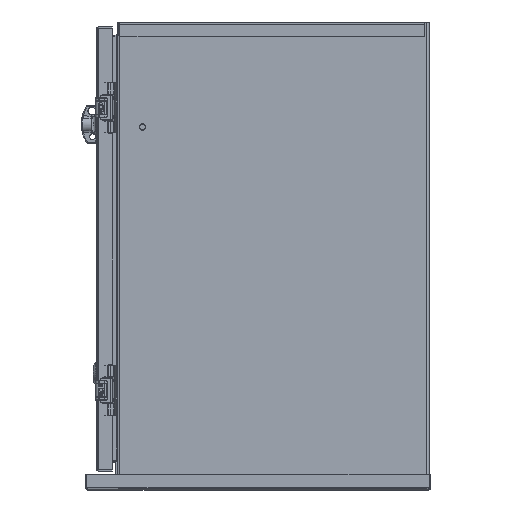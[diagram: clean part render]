
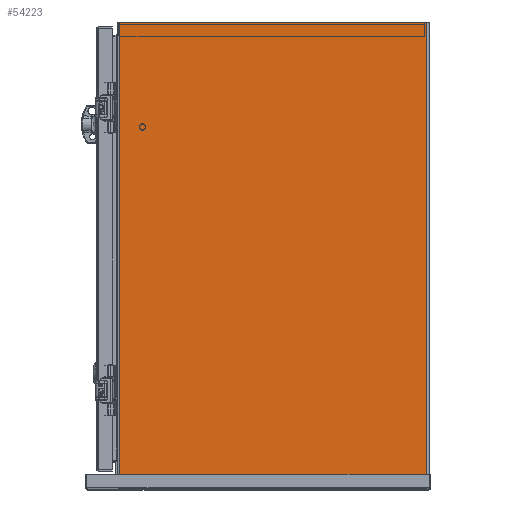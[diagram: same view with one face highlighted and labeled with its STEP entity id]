
A CAD part, left-side view. The second image highlights one B-rep face of the part: STEP entity #54223.
In plain terms, the highlighted planar face has unit normal (-1, 0, 0).
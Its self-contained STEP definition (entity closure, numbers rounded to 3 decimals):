
#9005 = EDGE_CURVE ( 'NONE', #39735, #64418, #56407, .T. ) ;
#9047 = PLANE ( 'NONE',  #18119 ) ;
#9282 = CARTESIAN_POINT ( 'NONE',  ( -12., 0.127, 0. ) ) ;
#10955 = EDGE_CURVE ( 'NONE', #87394, #64418, #82719, .T. ) ;
#12687 = CARTESIAN_POINT ( 'NONE',  ( -12., 0.127, 0. ) ) ;
#13596 = CARTESIAN_POINT ( 'NONE',  ( -12., 15.888, -23.94 ) ) ;
#14863 = DIRECTION ( 'NONE',  ( 0., 1., 0. ) ) ;
#18046 = EDGE_CURVE ( 'NONE', #87394, #95611, #44728, .T. ) ;
#18119 = AXIS2_PLACEMENT_3D ( 'NONE', #39407, #76621, #70241 ) ;
#20386 = LINE ( 'NONE', #51728, #31044 ) ;
#27089 = CARTESIAN_POINT ( 'NONE',  ( -12., 15.888, 0. ) ) ;
#29675 = DIRECTION ( 'NONE',  ( 0., 0., -1. ) ) ;
#31044 = VECTOR ( 'NONE', #29675, 39.37 ) ;
#32237 = ORIENTED_EDGE ( 'NONE', *, *, #9005, .T. ) ;
#32372 = ORIENTED_EDGE ( 'NONE', *, *, #18046, .T. ) ;
#36338 = VECTOR ( 'NONE', #38188, 39.37 ) ;
#38188 = DIRECTION ( 'NONE',  ( 0., 0., -1. ) ) ;
#38766 = ORIENTED_EDGE ( 'NONE', *, *, #49161, .T. ) ;
#39407 = CARTESIAN_POINT ( 'NONE',  ( -12., 15.888, 0. ) ) ;
#39735 = VERTEX_POINT ( 'NONE', #13596 ) ;
#41713 = DIRECTION ( 'NONE',  ( 0., -1., 0. ) ) ;
#44728 = LINE ( 'NONE', #58931, #73489 ) ;
#46673 = EDGE_LOOP ( 'NONE', ( #46844, #32372, #38766, #32237 ) ) ;
#46844 = ORIENTED_EDGE ( 'NONE', *, *, #10955, .F. ) ;
#49161 = EDGE_CURVE ( 'NONE', #95611, #39735, #20386, .T. ) ;
#51728 = CARTESIAN_POINT ( 'NONE',  ( -12., 15.888, 0. ) ) ;
#52159 = FACE_OUTER_BOUND ( 'NONE', #46673, .T. ) ;
#54223 = ADVANCED_FACE ( 'NONE', ( #52159 ), #9047, .T. ) ;
#56407 = LINE ( 'NONE', #65179, #74140 ) ;
#58931 = CARTESIAN_POINT ( 'NONE',  ( -12., 15.888, 0. ) ) ;
#64418 = VERTEX_POINT ( 'NONE', #83845 ) ;
#65179 = CARTESIAN_POINT ( 'NONE',  ( -12., 15.888, -23.94 ) ) ;
#70241 = DIRECTION ( 'NONE',  ( 0., 0., 1. ) ) ;
#73489 = VECTOR ( 'NONE', #14863, 39.37 ) ;
#74140 = VECTOR ( 'NONE', #41713, 39.37 ) ;
#76621 = DIRECTION ( 'NONE',  ( -1., 0., 0. ) ) ;
#82719 = LINE ( 'NONE', #9282, #36338 ) ;
#83845 = CARTESIAN_POINT ( 'NONE',  ( -12., 0.127, -23.94 ) ) ;
#87394 = VERTEX_POINT ( 'NONE', #12687 ) ;
#95611 = VERTEX_POINT ( 'NONE', #27089 ) ;
